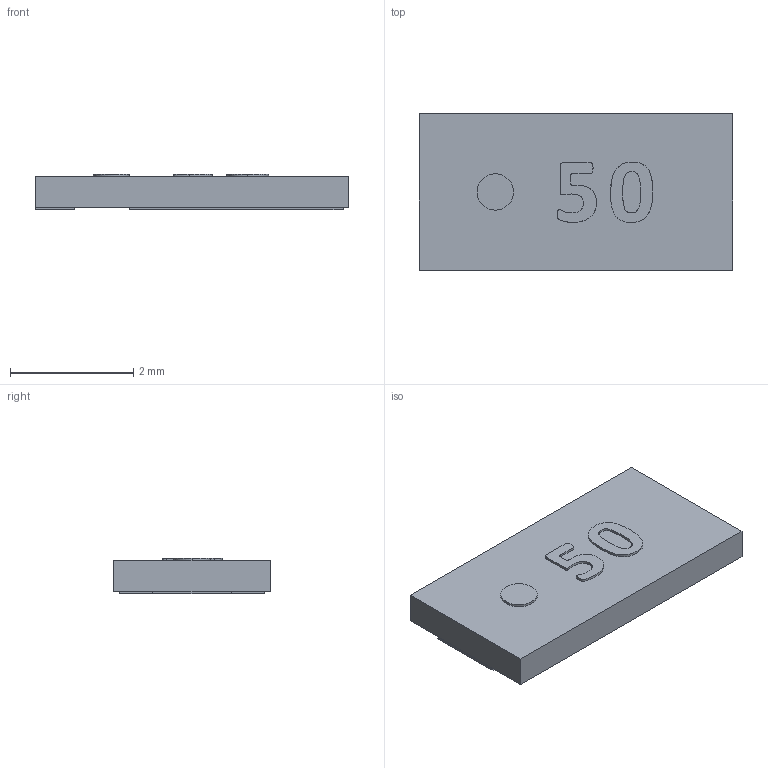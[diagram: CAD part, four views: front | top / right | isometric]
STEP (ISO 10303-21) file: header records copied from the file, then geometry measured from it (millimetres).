
FILE_DESCRIPTION (( 'STEP AP214' ), '1' );
FILE_NAME ('XRT20A50Z4.STEP', '2024-04-17T14:54:17', ( '' ), ( '' ), 'SwSTEP 2.0', 'SolidWorks 2023', '' );
FILE_SCHEMA (( 'AUTOMOTIVE_DESIGN' ));
Length unit declared in the file: inch
Products named in the file (1): XRT20A50Z4
Bounding box: 5.08 x 2.54 x 0.58 mm (x, y, z)
Volume: 6.9 mm3; surface area: 54.5 mm2
Topology: 6 solids, 6 shells, 53 faces, 123 edges, 82 vertices
Faces by surface type: plane 28, bspline 21, cylinder 4
Entity records: 2593 total; most frequent: CARTESIAN_POINT 1428, ORIENTED_EDGE 246, DIRECTION 155, EDGE_CURVE 123, VERTEX_POINT 82, VECTOR 73, LINE 73, EDGE_LOOP 55
